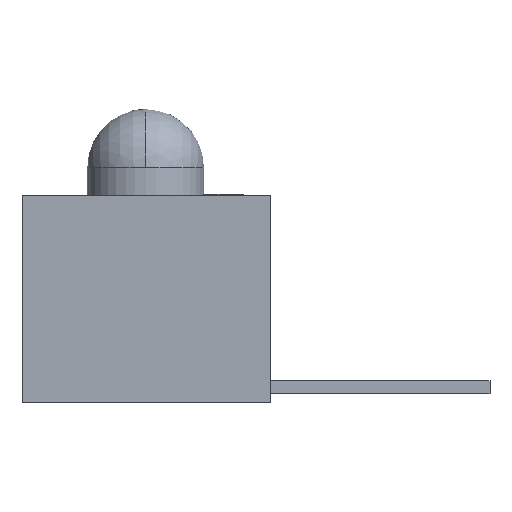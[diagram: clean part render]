
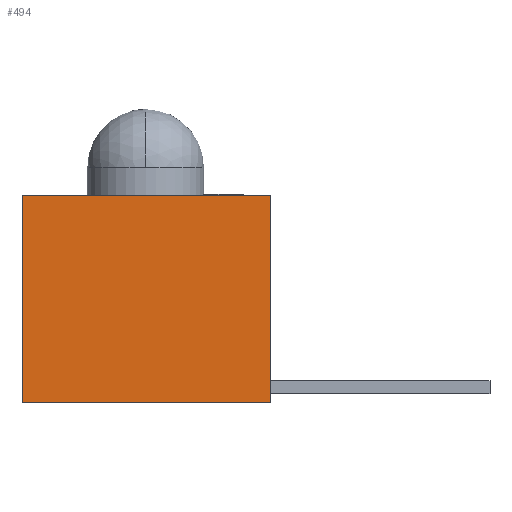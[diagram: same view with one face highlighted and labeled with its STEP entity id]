
A CAD part, left-side view. The second image highlights one B-rep face of the part: STEP entity #494.
In plain terms, the highlighted planar face has unit normal (-1, 0, 0).
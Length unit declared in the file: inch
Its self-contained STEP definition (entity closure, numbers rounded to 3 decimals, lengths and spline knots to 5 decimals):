
#133 = CARTESIAN_POINT ( 'NONE',  ( -0.0775, 0.225, 0. ) ) ;
#203 = VERTEX_POINT ( 'NONE', #3013 ) ;
#229 = VECTOR ( 'NONE', #1238, 39.37008 ) ;
#296 = EDGE_CURVE ( 'NONE', #943, #2395, #2985, .T. ) ;
#427 = VECTOR ( 'NONE', #648, 39.37008 ) ;
#494 = ADVANCED_FACE ( 'NONE', ( #3182 ), #2180, .F. ) ;
#627 = CARTESIAN_POINT ( 'NONE',  ( -0.0775, -0.02, -0.205 ) ) ;
#635 = DIRECTION ( 'NONE',  ( 0., 1., 0. ) ) ;
#646 = DIRECTION ( 'NONE',  ( 0., 0., -1. ) ) ;
#648 = DIRECTION ( 'NONE',  ( 0., 1., 0. ) ) ;
#709 = EDGE_LOOP ( 'NONE', ( #3186, #1356, #2979, #1536 ) ) ;
#758 = VECTOR ( 'NONE', #635, 39.37008 ) ;
#943 = VERTEX_POINT ( 'NONE', #627 ) ;
#1065 = CARTESIAN_POINT ( 'NONE',  ( -0.0775, -0.02, -0.205 ) ) ;
#1081 = CARTESIAN_POINT ( 'NONE',  ( -0.0775, 0., -0.205 ) ) ;
#1134 = LINE ( 'NONE', #1869, #427 ) ;
#1150 = DIRECTION ( 'NONE',  ( 0., 0., 1. ) ) ;
#1238 = DIRECTION ( 'NONE',  ( 0., 0., 1. ) ) ;
#1343 = DIRECTION ( 'NONE',  ( 1., 0., 0. ) ) ;
#1356 = ORIENTED_EDGE ( 'NONE', *, *, #2670, .F. ) ;
#1536 = ORIENTED_EDGE ( 'NONE', *, *, #1693, .T. ) ;
#1693 = EDGE_CURVE ( 'NONE', #943, #203, #2299, .T. ) ;
#1742 = VECTOR ( 'NONE', #1150, 39.37008 ) ;
#1847 = VERTEX_POINT ( 'NONE', #133 ) ;
#1869 = CARTESIAN_POINT ( 'NONE',  ( -0.0775, 0., 0. ) ) ;
#2180 = PLANE ( 'NONE',  #3128 ) ;
#2192 = CARTESIAN_POINT ( 'NONE',  ( -0.0775, 0.225, -0.205 ) ) ;
#2299 = LINE ( 'NONE', #1065, #229 ) ;
#2395 = VERTEX_POINT ( 'NONE', #2192 ) ;
#2670 = EDGE_CURVE ( 'NONE', #2395, #1847, #3200, .T. ) ;
#2701 = CARTESIAN_POINT ( 'NONE',  ( -0.0775, 0., -0.205 ) ) ;
#2979 = ORIENTED_EDGE ( 'NONE', *, *, #296, .F. ) ;
#2985 = LINE ( 'NONE', #1081, #758 ) ;
#3013 = CARTESIAN_POINT ( 'NONE',  ( -0.0775, -0.02, 0. ) ) ;
#3064 = EDGE_CURVE ( 'NONE', #203, #1847, #1134, .T. ) ;
#3128 = AXIS2_PLACEMENT_3D ( 'NONE', #2701, #1343, #646 ) ;
#3182 = FACE_OUTER_BOUND ( 'NONE', #709, .T. ) ;
#3186 = ORIENTED_EDGE ( 'NONE', *, *, #3064, .T. ) ;
#3200 = LINE ( 'NONE', #3539, #1742 ) ;
#3539 = CARTESIAN_POINT ( 'NONE',  ( -0.0775, 0.225, -0.205 ) ) ;
